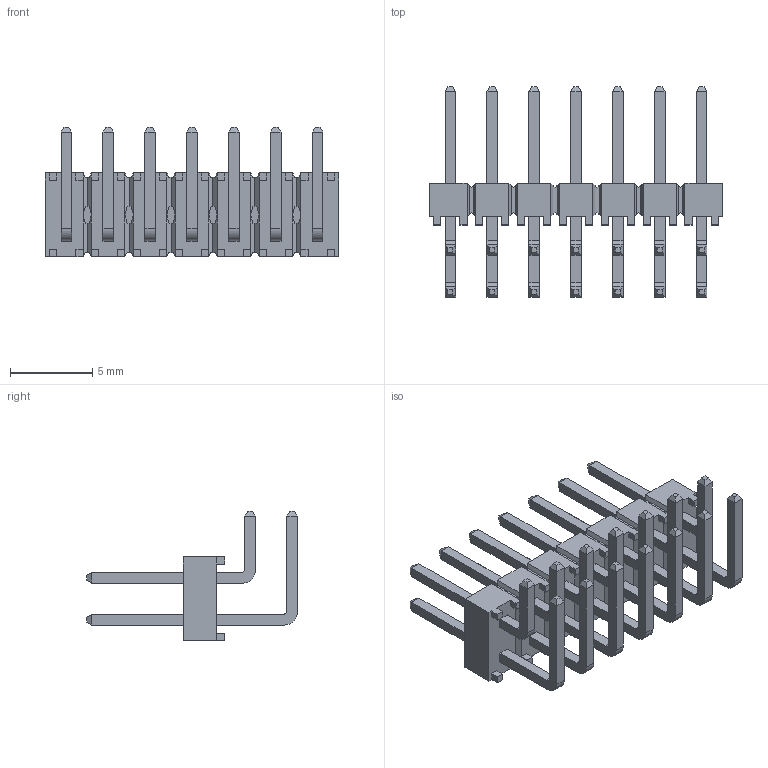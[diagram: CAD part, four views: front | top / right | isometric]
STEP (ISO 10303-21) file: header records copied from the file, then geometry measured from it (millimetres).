
FILE_DESCRIPTION( ( 'STEP AP214' ), ' ' );
FILE_NAME( 'TSW-107-08-F-D-NA.stp', '2018-03-23T14:26:59', ( '' ), ( '' ), ' ', 'PARTsolutions', ' ' );
FILE_SCHEMA( ( 'AUTOMOTIVE_DESIGN { 1 0 10303 214 1 1 1 1 }' ) );
Length unit declared in the file: inch
Products named in the file (3): TSW-107-08-F-D-NA; _TSW-107-08-F-D-NA_body; _T-1S6-08-TSW-1-08-7-NA-D
Assembly tree (2 placements, depth 2):
  TSW-107-08-F-D-NA
    _TSW-107-08-F-D-NA_body
    _T-1S6-08-TSW-1-08-7-NA-D
Bounding box: 17.78 x 12.76 x 7.85 mm (x, y, z)
Volume: 261.7 mm3; surface area: 1074.2 mm2
Topology: 2 solids, 2 shells, 632 faces, 1660 edges, 1048 vertices
Faces by surface type: plane 604, cylinder 28
Entity records: 24062 total; most frequent: CARTESIAN_POINT 3343, ORIENTED_EDGE 3320, DIRECTION 2986, EDGE_CURVE 1660, LINE 1604, VECTOR 1604, VERTEX_POINT 1048, AXIS2_PLACEMENT_3D 691
